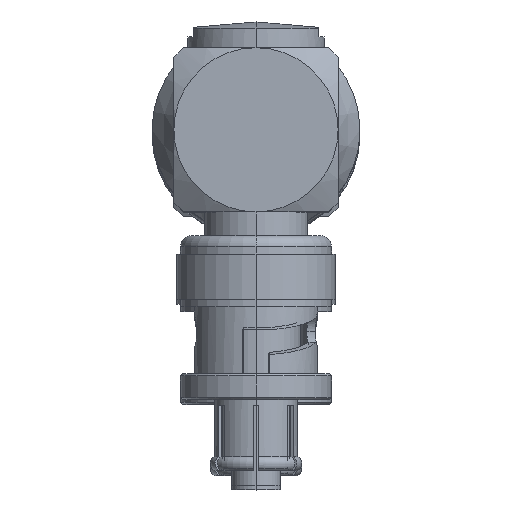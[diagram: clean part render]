
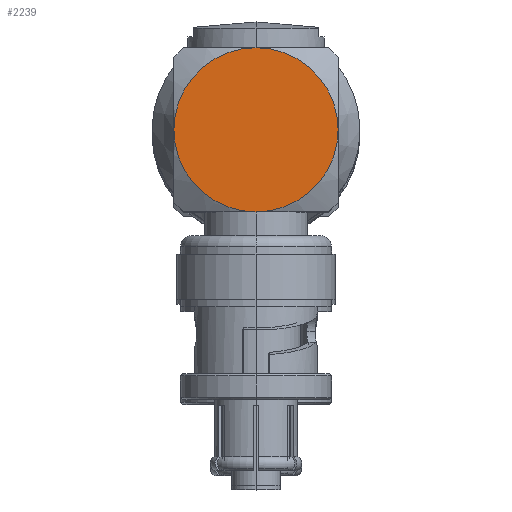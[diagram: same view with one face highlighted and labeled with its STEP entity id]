
A CAD part, top view. The second image highlights one B-rep face of the part: STEP entity #2239.
In plain terms, the highlighted face is planar.
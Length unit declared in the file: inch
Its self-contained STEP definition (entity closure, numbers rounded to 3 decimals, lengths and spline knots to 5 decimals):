
#311 = AXIS2_PLACEMENT_3D ( 'NONE', #5590, #737, #2768 ) ;
#356 = CARTESIAN_POINT ( 'NONE',  ( -0.29528, 0., 0. ) ) ;
#642 = DIRECTION ( 'NONE',  ( 0., -1., 0. ) ) ;
#737 = DIRECTION ( 'NONE',  ( -1., 0., 0. ) ) ;
#748 = CIRCLE ( 'NONE', #311, 0.29528 ) ;
#942 = CARTESIAN_POINT ( 'NONE',  ( -0.29528, 0., 0.29528 ) ) ;
#979 = DIRECTION ( 'NONE',  ( -1., 0., 0. ) ) ;
#1148 = DIRECTION ( 'NONE',  ( 0., 0., 1. ) ) ;
#1159 = VERTEX_POINT ( 'NONE', #3582 ) ;
#1283 = DIRECTION ( 'NONE',  ( -1., 0., 0. ) ) ;
#1314 = CARTESIAN_POINT ( 'NONE',  ( -0.29528, 0.29528, 0. ) ) ;
#1386 = VERTEX_POINT ( 'NONE', #1314 ) ;
#1400 = DIRECTION ( 'NONE',  ( -1., 0., 0. ) ) ;
#1741 = AXIS2_PLACEMENT_3D ( 'NONE', #7770, #979, #5787 ) ;
#1865 = CARTESIAN_POINT ( 'NONE',  ( -0.29528, 0.29528, -0.29528 ) ) ;
#1965 = EDGE_CURVE ( 'NONE', #7415, #1159, #4525, .T. ) ;
#2239 = ADVANCED_FACE ( 'NONE', ( #7486 ), #4699, .T. ) ;
#2245 = DIRECTION ( 'NONE',  ( -1., 0., 0. ) ) ;
#2739 = CARTESIAN_POINT ( 'NONE',  ( -0.29528, 0., -0.29528 ) ) ;
#2741 = EDGE_CURVE ( 'NONE', #1159, #3855, #3638, .T. ) ;
#2768 = DIRECTION ( 'NONE',  ( 0., 1., 0. ) ) ;
#2974 = EDGE_CURVE ( 'NONE', #1386, #7415, #748, .T. ) ;
#3582 = CARTESIAN_POINT ( 'NONE',  ( -0.29528, -0.29528, 0. ) ) ;
#3638 = CIRCLE ( 'NONE', #8706, 0.29528 ) ;
#3855 = VERTEX_POINT ( 'NONE', #942 ) ;
#4525 = CIRCLE ( 'NONE', #1741, 0.29528 ) ;
#4699 = PLANE ( 'NONE',  #8264 ) ;
#4965 = ORIENTED_EDGE ( 'NONE', *, *, #2974, .T. ) ;
#5584 = CARTESIAN_POINT ( 'NONE',  ( -0.29528, 0., 0. ) ) ;
#5590 = CARTESIAN_POINT ( 'NONE',  ( -0.29528, 0., 0. ) ) ;
#5625 = CIRCLE ( 'NONE', #7785, 0.29528 ) ;
#5787 = DIRECTION ( 'NONE',  ( 0., 0., -1. ) ) ;
#5890 = ORIENTED_EDGE ( 'NONE', *, *, #2741, .T. ) ;
#6086 = EDGE_LOOP ( 'NONE', ( #7355, #4965, #7332, #5890 ) ) ;
#6525 = DIRECTION ( 'NONE',  ( 0., 0., 1. ) ) ;
#7128 = EDGE_CURVE ( 'NONE', #3855, #1386, #5625, .T. ) ;
#7332 = ORIENTED_EDGE ( 'NONE', *, *, #1965, .T. ) ;
#7355 = ORIENTED_EDGE ( 'NONE', *, *, #7128, .T. ) ;
#7415 = VERTEX_POINT ( 'NONE', #2739 ) ;
#7486 = FACE_OUTER_BOUND ( 'NONE', #6086, .T. ) ;
#7770 = CARTESIAN_POINT ( 'NONE',  ( -0.29528, 0., 0. ) ) ;
#7785 = AXIS2_PLACEMENT_3D ( 'NONE', #356, #2245, #6525 ) ;
#8264 = AXIS2_PLACEMENT_3D ( 'NONE', #1865, #1283, #1148 ) ;
#8706 = AXIS2_PLACEMENT_3D ( 'NONE', #5584, #1400, #642 ) ;
